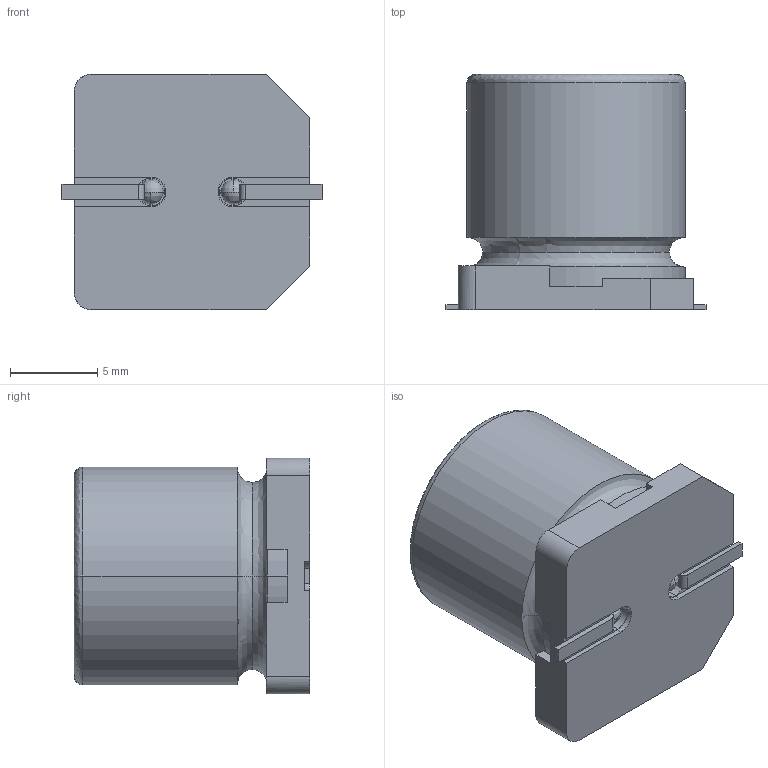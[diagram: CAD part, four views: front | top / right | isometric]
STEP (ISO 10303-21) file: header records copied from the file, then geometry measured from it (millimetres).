
FILE_DESCRIPTION(/* description */ (''),/* implementation_level */ '2;1');
FILE_NAME(/* name */ 'CAP_H13',/* time_stamp */ '2020-06-30T13:19:49-04:00',/* author */ (''),/* organization */ (''),/* preprocessor_version */ 'ST-DEVELOPER v16.5',/* originating_system */ '',/* authorisation */ '');
FILE_SCHEMA (('AUTOMOTIVE_DESIGN'));
Length unit declared in the file: millimetre
Products named in the file (4): �W�i�12.5 SIZE CODE H1
3; �W�SIZE CODE H13-003; �W�SIZE CODE H13-002; �W�SIZE CODE H13-001
Assembly tree (4 placements, depth 2):
  �W�i�12.5 SIZE CODE H1
3
    �W�SIZE CODE H13-003  x2
    �W�SIZE CODE H13-002
    �W�SIZE CODE H13-001
Bounding box: 14.9 x 13.5 x 13.5 mm (x, y, z)
Volume: 1716.3 mm3; surface area: 1271.1 mm2
Topology: 4 solids, 4 shells, 87 faces, 224 edges, 140 vertices
Faces by surface type: bspline 87
Entity records: 4941 total; most frequent: CARTESIAN_POINT 2539, B_SPLINE_CURVE_WITH_KNOTS 443, ORIENTED_EDGE 360, PCURVE 360, DEFINITIONAL_REPRESENTATION 360, SURFACE_CURVE 180, EDGE_CURVE 180, VERTEX_POINT 116
